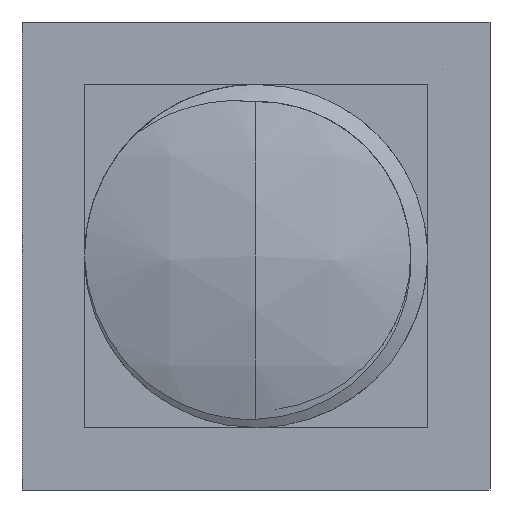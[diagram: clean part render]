
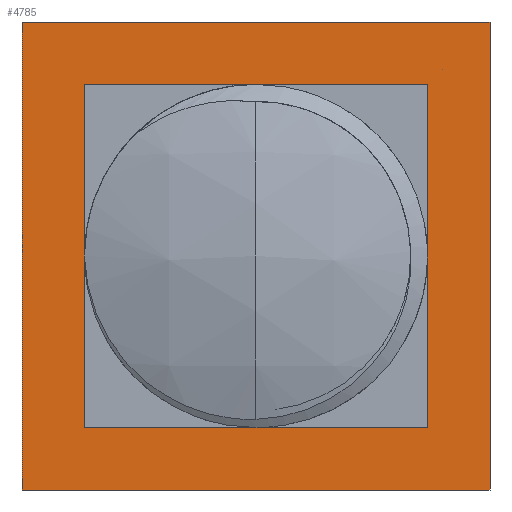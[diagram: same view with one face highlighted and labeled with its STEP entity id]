
A CAD part, front view. The second image highlights one B-rep face of the part: STEP entity #4785.
In plain terms, the highlighted planar face has unit normal (0, -1, 0).
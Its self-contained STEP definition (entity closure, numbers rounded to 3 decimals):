
#36 = ORIENTED_EDGE ( 'NONE', *, *, #1842, .F. ) ;
#118 = CARTESIAN_POINT ( 'NONE',  ( -11., -10., -11. ) ) ;
#123 = CARTESIAN_POINT ( 'NONE',  ( -11., -10., 11. ) ) ;
#127 = EDGE_CURVE ( 'NONE', #2101, #432, #2321, .T. ) ;
#157 = DIRECTION ( 'NONE',  ( 0., 0., -1. ) ) ;
#343 = CARTESIAN_POINT ( 'NONE',  ( -15., -10., -15. ) ) ;
#381 = LINE ( 'NONE', #1732, #4679 ) ;
#432 = VERTEX_POINT ( 'NONE', #123 ) ;
#493 = LINE ( 'NONE', #3215, #2793 ) ;
#865 = DIRECTION ( 'NONE',  ( 0., 0., 1. ) ) ;
#900 = CARTESIAN_POINT ( 'NONE',  ( -15., -10., 15. ) ) ;
#927 = ORIENTED_EDGE ( 'NONE', *, *, #3401, .F. ) ;
#1020 = ORIENTED_EDGE ( 'NONE', *, *, #5264, .F. ) ;
#1099 = CARTESIAN_POINT ( 'NONE',  ( 11., -10., 11. ) ) ;
#1150 = CARTESIAN_POINT ( 'NONE',  ( -11., -10., -11. ) ) ;
#1153 = DIRECTION ( 'NONE',  ( 0., 0., 1. ) ) ;
#1661 = DIRECTION ( 'NONE',  ( 0., 0., 1. ) ) ;
#1696 = CARTESIAN_POINT ( 'NONE',  ( -15., -10., 15. ) ) ;
#1732 = CARTESIAN_POINT ( 'NONE',  ( 11., -10., -11. ) ) ;
#1802 = VERTEX_POINT ( 'NONE', #1696 ) ;
#1842 = EDGE_CURVE ( 'NONE', #3931, #6107, #6198, .T. ) ;
#2101 = VERTEX_POINT ( 'NONE', #1099 ) ;
#2102 = VECTOR ( 'NONE', #865, 1000. ) ;
#2110 = FACE_BOUND ( 'NONE', #4372, .T. ) ;
#2189 = ORIENTED_EDGE ( 'NONE', *, *, #127, .F. ) ;
#2321 = LINE ( 'NONE', #5622, #7175 ) ;
#2331 = VECTOR ( 'NONE', #157, 1000. ) ;
#2352 = VERTEX_POINT ( 'NONE', #3488 ) ;
#2439 = ORIENTED_EDGE ( 'NONE', *, *, #6089, .F. ) ;
#2459 = VECTOR ( 'NONE', #4192, 1000. ) ;
#2584 = CARTESIAN_POINT ( 'NONE',  ( 15., -10., -15. ) ) ;
#2619 = LINE ( 'NONE', #4549, #7193 ) ;
#2793 = VECTOR ( 'NONE', #3796, 1000. ) ;
#2853 = ORIENTED_EDGE ( 'NONE', *, *, #6264, .F. ) ;
#3215 = CARTESIAN_POINT ( 'NONE',  ( 15., -10., -15. ) ) ;
#3401 = EDGE_CURVE ( 'NONE', #6107, #6062, #493, .T. ) ;
#3488 = CARTESIAN_POINT ( 'NONE',  ( 11., -10., -11. ) ) ;
#3665 = EDGE_CURVE ( 'NONE', #432, #6501, #5664, .T. ) ;
#3796 = DIRECTION ( 'NONE',  ( -1., 0., 0. ) ) ;
#3846 = ORIENTED_EDGE ( 'NONE', *, *, #3665, .F. ) ;
#3863 = AXIS2_PLACEMENT_3D ( 'NONE', #4452, #6135, #1153 ) ;
#3931 = VERTEX_POINT ( 'NONE', #6566 ) ;
#3972 = DIRECTION ( 'NONE',  ( 1., 0., 0. ) ) ;
#3984 = DIRECTION ( 'NONE',  ( 0., 0., -1. ) ) ;
#4192 = DIRECTION ( 'NONE',  ( 1., 0., 0. ) ) ;
#4372 = EDGE_LOOP ( 'NONE', ( #3846, #2189, #2853, #4647 ) ) ;
#4452 = CARTESIAN_POINT ( 'NONE',  ( 0., -10., 0. ) ) ;
#4549 = CARTESIAN_POINT ( 'NONE',  ( 11., -10., -11. ) ) ;
#4647 = ORIENTED_EDGE ( 'NONE', *, *, #6363, .F. ) ;
#4679 = VECTOR ( 'NONE', #3972, 1000. ) ;
#4785 = ADVANCED_FACE ( 'NONE', ( #4986, #2110 ), #7145, .F. ) ;
#4986 = FACE_OUTER_BOUND ( 'NONE', #7154, .T. ) ;
#5264 = EDGE_CURVE ( 'NONE', #1802, #3931, #6929, .T. ) ;
#5587 = DIRECTION ( 'NONE',  ( -1., 0., 0. ) ) ;
#5622 = CARTESIAN_POINT ( 'NONE',  ( 11., -10., 11. ) ) ;
#5664 = LINE ( 'NONE', #1150, #6494 ) ;
#5693 = CARTESIAN_POINT ( 'NONE',  ( 15., -10., 15. ) ) ;
#6062 = VERTEX_POINT ( 'NONE', #343 ) ;
#6089 = EDGE_CURVE ( 'NONE', #6062, #1802, #6902, .T. ) ;
#6107 = VERTEX_POINT ( 'NONE', #2584 ) ;
#6135 = DIRECTION ( 'NONE',  ( 0., 1., 0. ) ) ;
#6198 = LINE ( 'NONE', #5693, #2331 ) ;
#6264 = EDGE_CURVE ( 'NONE', #2352, #2101, #2619, .T. ) ;
#6363 = EDGE_CURVE ( 'NONE', #6501, #2352, #381, .T. ) ;
#6455 = CARTESIAN_POINT ( 'NONE',  ( 15., -10., 15. ) ) ;
#6494 = VECTOR ( 'NONE', #3984, 1000. ) ;
#6501 = VERTEX_POINT ( 'NONE', #118 ) ;
#6566 = CARTESIAN_POINT ( 'NONE',  ( 15., -10., 15. ) ) ;
#6902 = LINE ( 'NONE', #900, #2102 ) ;
#6929 = LINE ( 'NONE', #6455, #2459 ) ;
#7145 = PLANE ( 'NONE',  #3863 ) ;
#7154 = EDGE_LOOP ( 'NONE', ( #2439, #927, #36, #1020 ) ) ;
#7175 = VECTOR ( 'NONE', #5587, 1000. ) ;
#7193 = VECTOR ( 'NONE', #1661, 1000. ) ;
